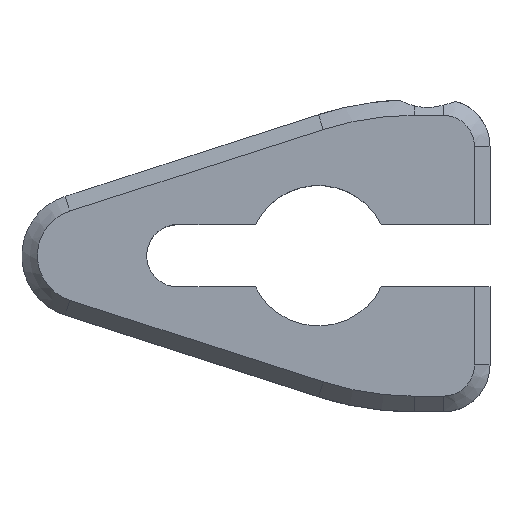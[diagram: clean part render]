
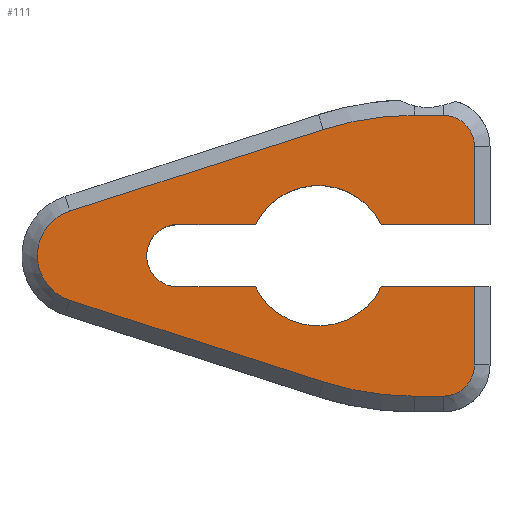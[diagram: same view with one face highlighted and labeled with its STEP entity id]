
A CAD part, top view. The second image highlights one B-rep face of the part: STEP entity #111.
In plain terms, the highlighted planar face has unit normal (0, 0, 1).
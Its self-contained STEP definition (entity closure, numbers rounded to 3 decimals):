
#111=ADVANCED_FACE('',(#573),#575,.T.);
#573=FACE_BOUND('',#574,.T.);
#574=EDGE_LOOP('',(#944,#945,#946,#947,#948,#949,#950,#951,#952,#953,#954,#955,#956,
#957,#958,#959,#960,#961));
#575=PLANE('',#576);
#576=AXIS2_PLACEMENT_3D('',#577,#578,#579);
#577=CARTESIAN_POINT('',(0.,0.,4.));
#578=DIRECTION('',(0.,0.,1.));
#579=DIRECTION('',(-1.,0.,0.));
#944=ORIENTED_EDGE('',*,*,#1212,.F.);
#945=ORIENTED_EDGE('',*,*,#1213,.T.);
#946=ORIENTED_EDGE('',*,*,#1214,.T.);
#947=ORIENTED_EDGE('',*,*,#1177,.T.);
#948=ORIENTED_EDGE('',*,*,#1215,.T.);
#949=ORIENTED_EDGE('',*,*,#1216,.T.);
#950=ORIENTED_EDGE('',*,*,#1217,.T.);
#951=ORIENTED_EDGE('',*,*,#1218,.T.);
#952=ORIENTED_EDGE('',*,*,#1219,.T.);
#953=ORIENTED_EDGE('',*,*,#1220,.T.);
#954=ORIENTED_EDGE('',*,*,#1221,.T.);
#955=ORIENTED_EDGE('',*,*,#1222,.T.);
#956=ORIENTED_EDGE('',*,*,#1223,.T.);
#957=ORIENTED_EDGE('',*,*,#1224,.T.);
#958=ORIENTED_EDGE('',*,*,#1225,.T.);
#959=ORIENTED_EDGE('',*,*,#1226,.T.);
#960=ORIENTED_EDGE('',*,*,#1227,.T.);
#961=ORIENTED_EDGE('',*,*,#1228,.T.);
#1177=EDGE_CURVE('',#1317,#1314,#1318,.T.);
#1212=EDGE_CURVE('',#1382,#1383,#1384,.F.);
#1213=EDGE_CURVE('',#1382,#1385,#1386,.T.);
#1214=EDGE_CURVE('',#1385,#1317,#1387,.T.);
#1215=EDGE_CURVE('',#1314,#1388,#1389,.T.);
#1216=EDGE_CURVE('',#1388,#1390,#1391,.T.);
#1217=EDGE_CURVE('',#1390,#1392,#1393,.T.);
#1218=EDGE_CURVE('',#1392,#1394,#1395,.T.);
#1219=EDGE_CURVE('',#1394,#1396,#1397,.T.);
#1220=EDGE_CURVE('',#1396,#1398,#1399,.T.);
#1221=EDGE_CURVE('',#1398,#1400,#1401,.T.);
#1222=EDGE_CURVE('',#1400,#1402,#1403,.T.);
#1223=EDGE_CURVE('',#1402,#1404,#1405,.T.);
#1224=EDGE_CURVE('',#1404,#1406,#1407,.T.);
#1225=EDGE_CURVE('',#1406,#1408,#1409,.T.);
#1226=EDGE_CURVE('',#1408,#1410,#1411,.T.);
#1227=EDGE_CURVE('',#1410,#1412,#1413,.T.);
#1228=EDGE_CURVE('',#1412,#1383,#1414,.T.);
#1314=VERTEX_POINT('',#1542);
#1317=VERTEX_POINT('',#1547);
#1318=LINE('',#1548,#1549);
#1382=VERTEX_POINT('',#1698);
#1383=VERTEX_POINT('',#1699);
#1384=CIRCLE('',#1700,2.);
#1385=VERTEX_POINT('',#1704);
#1386=LINE('',#1705,#1706);
#1387=CIRCLE('',#1708,4.5);
#1388=VERTEX_POINT('',#1712);
#1389=LINE('',#1713,#1714);
#1390=VERTEX_POINT('',#1716);
#1391=CIRCLE('',#1717,2.);
#1392=VERTEX_POINT('',#1721);
#1393=LINE('',#1722,#1723);
#1394=VERTEX_POINT('',#1725);
#1395=CIRCLE('',#1726,19.);
#1396=VERTEX_POINT('',#1730);
#1397=LINE('',#1731,#1732);
#1398=VERTEX_POINT('',#1734);
#1399=CIRCLE('',#1735,3.);
#1400=VERTEX_POINT('',#1739);
#1401=LINE('',#1740,#1741);
#1402=VERTEX_POINT('',#1743);
#1403=CIRCLE('',#1744,19.);
#1404=VERTEX_POINT('',#1748);
#1405=LINE('',#1749,#1750);
#1406=VERTEX_POINT('',#1752);
#1407=CIRCLE('',#1753,2.);
#1408=VERTEX_POINT('',#1757);
#1409=LINE('',#1758,#1759);
#1410=VERTEX_POINT('',#1761);
#1411=LINE('',#1762,#1763);
#1412=VERTEX_POINT('',#1765);
#1413=CIRCLE('',#1766,4.5);
#1414=LINE('',#1770,#1771);
#1542=CARTESIAN_POINT('',(14.,2.,4.));
#1547=CARTESIAN_POINT('',(8.031,2.,4.));
#1548=CARTESIAN_POINT('',(8.031,2.,4.));
#1549=VECTOR('',#1550,1.);
#1550=DIRECTION('',(1.,0.,0.));
#1698=CARTESIAN_POINT('',(-5.,2.,4.));
#1699=CARTESIAN_POINT('',(-5.,-2.,4.));
#1700=AXIS2_PLACEMENT_3D('',#1701,#1702,#1703);
#1701=CARTESIAN_POINT('',(-5.,0.,4.));
#1702=DIRECTION('',(0.,0.,-1.));
#1703=DIRECTION('',(0.,-1.,0.));
#1704=CARTESIAN_POINT('',(-0.031,2.,4.));
#1705=CARTESIAN_POINT('',(-5.,2.,4.));
#1706=VECTOR('',#1707,1.);
#1707=DIRECTION('',(1.,0.,0.));
#1708=AXIS2_PLACEMENT_3D('',#1709,#1710,#1711);
#1709=CARTESIAN_POINT('',(4.,0.,4.));
#1710=DIRECTION('',(0.,0.,-1.));
#1711=DIRECTION('',(-0.896,0.444,0.));
#1712=CARTESIAN_POINT('',(14.,7.,4.));
#1713=CARTESIAN_POINT('',(14.,2.,4.));
#1714=VECTOR('',#1715,1.);
#1715=DIRECTION('',(0.,1.,0.));
#1716=CARTESIAN_POINT('',(12.,9.,4.));
#1717=AXIS2_PLACEMENT_3D('',#1718,#1719,#1720);
#1718=CARTESIAN_POINT('',(12.,7.,4.));
#1719=DIRECTION('',(0.,0.,1.));
#1720=DIRECTION('',(1.,0.,0.));
#1721=CARTESIAN_POINT('',(10.141,9.,4.));
#1722=CARTESIAN_POINT('',(12.,9.,4.));
#1723=VECTOR('',#1724,1.);
#1724=DIRECTION('',(-1.,0.,0.));
#1725=CARTESIAN_POINT('',(4.316,8.085,4.));
#1726=AXIS2_PLACEMENT_3D('',#1727,#1728,#1729);
#1727=CARTESIAN_POINT('',(10.141,-10.,4.));
#1728=DIRECTION('',(0.,0.,1.));
#1729=DIRECTION('',(0.,1.,0.));
#1730=CARTESIAN_POINT('',(-11.92,2.856,4.));
#1731=CARTESIAN_POINT('',(4.316,8.085,4.));
#1732=VECTOR('',#1733,1.);
#1733=DIRECTION('',(-0.952,-0.307,0.));
#1734=CARTESIAN_POINT('',(-11.92,-2.856,4.));
#1735=AXIS2_PLACEMENT_3D('',#1736,#1737,#1738);
#1736=CARTESIAN_POINT('',(-11.,0.,4.));
#1737=DIRECTION('',(0.,0.,1.));
#1738=DIRECTION('',(-0.307,0.952,0.));
#1739=CARTESIAN_POINT('',(4.316,-8.085,4.));
#1740=CARTESIAN_POINT('',(-11.92,-2.856,4.));
#1741=VECTOR('',#1742,1.);
#1742=DIRECTION('',(0.952,-0.307,0.));
#1743=CARTESIAN_POINT('',(10.141,-9.,4.));
#1744=AXIS2_PLACEMENT_3D('',#1745,#1746,#1747);
#1745=CARTESIAN_POINT('',(10.141,10.,4.));
#1746=DIRECTION('',(0.,0.,1.));
#1747=DIRECTION('',(-0.307,-0.952,0.));
#1748=CARTESIAN_POINT('',(12.,-9.,4.));
#1749=CARTESIAN_POINT('',(10.141,-9.,4.));
#1750=VECTOR('',#1751,1.);
#1751=DIRECTION('',(1.,0.,0.));
#1752=CARTESIAN_POINT('',(14.,-7.,4.));
#1753=AXIS2_PLACEMENT_3D('',#1754,#1755,#1756);
#1754=CARTESIAN_POINT('',(12.,-7.,4.));
#1755=DIRECTION('',(0.,0.,1.));
#1756=DIRECTION('',(0.,-1.,0.));
#1757=CARTESIAN_POINT('',(14.,-2.,4.));
#1758=CARTESIAN_POINT('',(14.,-7.,4.));
#1759=VECTOR('',#1760,1.);
#1760=DIRECTION('',(0.,1.,0.));
#1761=CARTESIAN_POINT('',(8.031,-2.,4.));
#1762=CARTESIAN_POINT('',(14.,-2.,4.));
#1763=VECTOR('',#1764,1.);
#1764=DIRECTION('',(-1.,0.,0.));
#1765=CARTESIAN_POINT('',(-0.031,-2.,4.));
#1766=AXIS2_PLACEMENT_3D('',#1767,#1768,#1769);
#1767=CARTESIAN_POINT('',(4.,0.,4.));
#1768=DIRECTION('',(0.,0.,-1.));
#1769=DIRECTION('',(0.896,-0.444,0.));
#1770=CARTESIAN_POINT('',(-0.031,-2.,4.));
#1771=VECTOR('',#1772,1.);
#1772=DIRECTION('',(-1.,0.,0.));
